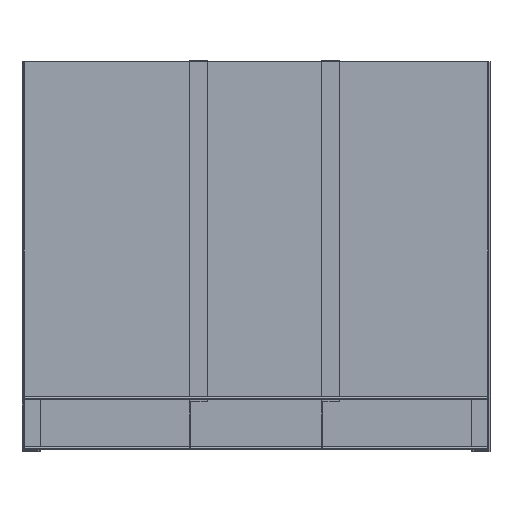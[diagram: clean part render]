
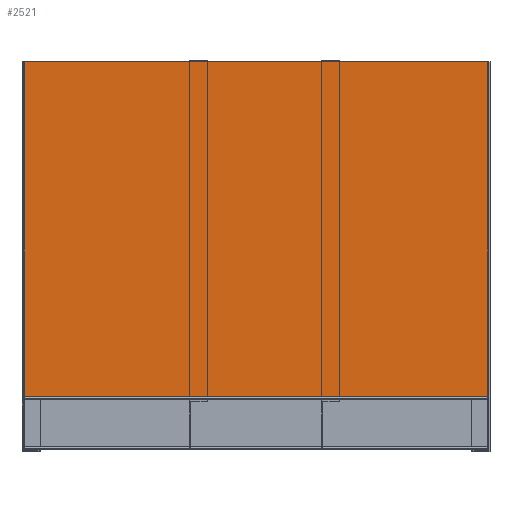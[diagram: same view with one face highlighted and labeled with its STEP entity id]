
A CAD part, front view. The second image highlights one B-rep face of the part: STEP entity #2521.
In plain terms, the highlighted planar face has unit normal (0, -1, 0).
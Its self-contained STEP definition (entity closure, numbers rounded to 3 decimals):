
#2300=DIRECTION('',(0.,0.,1.));
#2301=VECTOR('',#2300,171.72);
#2302=CARTESIAN_POINT('',(-118.75,-0.08,1.75));
#2303=LINE('',#2302,#2301);
#2307=DIRECTION('',(1.,0.,0.));
#2308=VECTOR('',#2307,237.5);
#2309=CARTESIAN_POINT('',(-118.75,-0.08,173.47));
#2310=LINE('',#2309,#2308);
#2314=DIRECTION('',(0.,0.,-1.));
#2315=VECTOR('',#2314,171.72);
#2316=CARTESIAN_POINT('',(118.75,-0.08,173.47));
#2317=LINE('',#2316,#2315);
#2321=DIRECTION('',(1.,0.,0.));
#2322=VECTOR('',#2321,237.5);
#2323=CARTESIAN_POINT('',(-118.75,-0.08,1.75));
#2324=LINE('',#2323,#2322);
#2440=CARTESIAN_POINT('',(118.75,-0.08,173.47));
#2441=CARTESIAN_POINT('',(118.75,-0.08,1.75));
#2442=VERTEX_POINT('',#2440);
#2443=VERTEX_POINT('',#2441);
#2448=CARTESIAN_POINT('',(-118.75,-0.08,1.75));
#2449=VERTEX_POINT('',#2448);
#2462=CARTESIAN_POINT('',(-118.75,-0.08,173.47));
#2463=VERTEX_POINT('',#2462);
#2507=CARTESIAN_POINT('',(-118.75,-0.08,-172.13));
#2508=DIRECTION('',(0.,-1.,0.));
#2509=DIRECTION('',(1.,0.,0.));
#2510=AXIS2_PLACEMENT_3D('',#2507,#2508,#2509);
#2511=PLANE('',#2510);
#2513=ORIENTED_EDGE('',*,*,#2512,.F.);
#2515=ORIENTED_EDGE('',*,*,#2514,.T.);
#2517=ORIENTED_EDGE('',*,*,#2516,.T.);
#2518=ORIENTED_EDGE('',*,*,#2489,.T.);
#2519=EDGE_LOOP('',(#2513,#2515,#2517,#2518));
#2520=FACE_OUTER_BOUND('',#2519,.F.);
#2489=EDGE_CURVE('',#2442,#2443,#2317,.T.);
#2512=EDGE_CURVE('',#2449,#2443,#2324,.T.);
#2514=EDGE_CURVE('',#2449,#2463,#2303,.T.);
#2516=EDGE_CURVE('',#2463,#2442,#2310,.T.);
#2521=ADVANCED_FACE('',(#2520),#2511,.T.);
